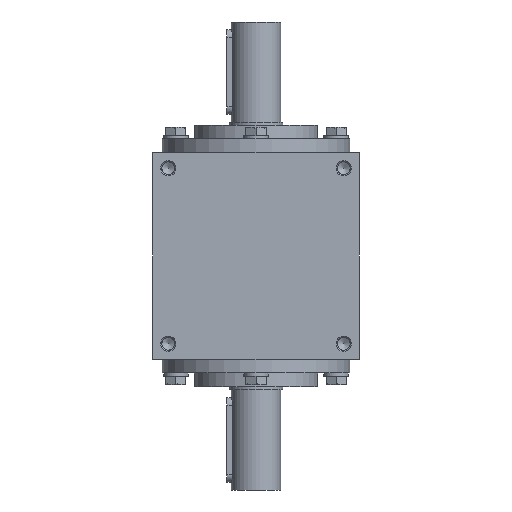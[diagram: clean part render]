
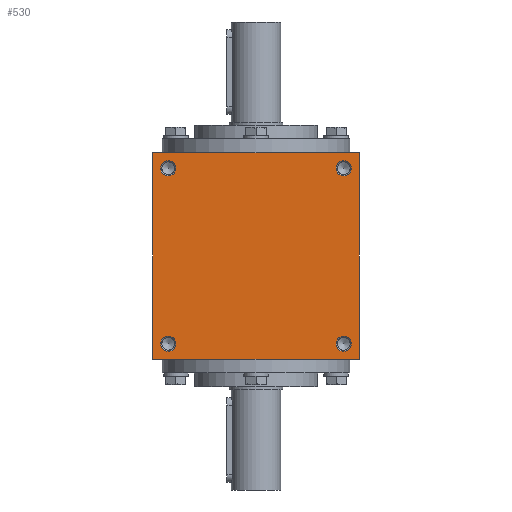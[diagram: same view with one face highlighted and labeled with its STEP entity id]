
A CAD part, left-side view. The second image highlights one B-rep face of the part: STEP entity #530.
In plain terms, the highlighted face is planar.
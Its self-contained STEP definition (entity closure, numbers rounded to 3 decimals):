
#530 = ADVANCED_FACE( '', ( #1086, #1087, #1088, #1089, #1090 ), #1091, .F. );
#1086 = FACE_BOUND( '', #1793, .T. );
#1087 = FACE_BOUND( '', #1794, .T. );
#1088 = FACE_BOUND( '', #1795, .T. );
#1089 = FACE_BOUND( '', #1796, .T. );
#1090 = FACE_OUTER_BOUND( '', #1797, .T. );
#1091 = PLANE( '', #1798 );
#1793 = EDGE_LOOP( '', ( #2724 ) );
#1794 = EDGE_LOOP( '', ( #2725 ) );
#1795 = EDGE_LOOP( '', ( #2726 ) );
#1796 = EDGE_LOOP( '', ( #2727 ) );
#1797 = EDGE_LOOP( '', ( #2728, #2729, #2730, #2731 ) );
#1798 = AXIS2_PLACEMENT_3D( '', #2732, #2733, #2734 );
#2724 = ORIENTED_EDGE( '', *, *, #3786, .F. );
#2725 = ORIENTED_EDGE( '', *, *, #3853, .T. );
#2726 = ORIENTED_EDGE( '', *, *, #3665, .F. );
#2727 = ORIENTED_EDGE( '', *, *, #3663, .T. );
#2728 = ORIENTED_EDGE( '', *, *, #3854, .F. );
#2729 = ORIENTED_EDGE( '', *, *, #3855, .F. );
#2730 = ORIENTED_EDGE( '', *, *, #3856, .F. );
#2731 = ORIENTED_EDGE( '', *, *, #3846, .F. );
#2732 = CARTESIAN_POINT( '', ( 0., 0., -67. ) );
#2733 = DIRECTION( '', ( 0., 0., 1. ) );
#2734 = DIRECTION( '', ( 1., 0., 0. ) );
#3663 = EDGE_CURVE( '', #4221, #4221, #4222, .T. );
#3665 = EDGE_CURVE( '', #4224, #4224, #4225, .T. );
#3786 = EDGE_CURVE( '', #4417, #4417, #4418, .T. );
#3846 = EDGE_CURVE( '', #4504, #4505, #4506, .T. );
#3853 = EDGE_CURVE( '', #4516, #4516, #4517, .T. );
#3854 = EDGE_CURVE( '', #4518, #4504, #4519, .T. );
#3855 = EDGE_CURVE( '', #4520, #4518, #4521, .T. );
#3856 = EDGE_CURVE( '', #4505, #4520, #4522, .T. );
#4221 = VERTEX_POINT( '', #4978 );
#4222 = CIRCLE( '', #4979, 5. );
#4224 = VERTEX_POINT( '', #4981 );
#4225 = CIRCLE( '', #4982, 5. );
#4417 = VERTEX_POINT( '', #5228 );
#4418 = CIRCLE( '', #5229, 5. );
#4504 = VERTEX_POINT( '', #5396 );
#4505 = VERTEX_POINT( '', #5397 );
#4506 = LINE( '', #5398, #5399 );
#4516 = VERTEX_POINT( '', #5412 );
#4517 = CIRCLE( '', #5413, 5. );
#4518 = VERTEX_POINT( '', #5414 );
#4519 = LINE( '', #5415, #5416 );
#4520 = VERTEX_POINT( '', #5417 );
#4521 = LINE( '', #5418, #5419 );
#4522 = LINE( '', #5420, #5421 );
#4978 = CARTESIAN_POINT( '', ( 62., -57., -67. ) );
#4979 = AXIS2_PLACEMENT_3D( '', #5930, #5931, #5932 );
#4981 = CARTESIAN_POINT( '', ( -62., -57., -67. ) );
#4982 = AXIS2_PLACEMENT_3D( '', #5933, #5934, #5935 );
#5228 = CARTESIAN_POINT( '', ( -62., 57., -67. ) );
#5229 = AXIS2_PLACEMENT_3D( '', #6147, #6148, #6149 );
#5396 = CARTESIAN_POINT( '', ( -67., -67., -67. ) );
#5397 = CARTESIAN_POINT( '', ( 67., -67., -67. ) );
#5398 = CARTESIAN_POINT( '', ( -67., -67., -67. ) );
#5399 = VECTOR( '', #6225, 1000. );
#5412 = CARTESIAN_POINT( '', ( 62., 57., -67. ) );
#5413 = AXIS2_PLACEMENT_3D( '', #6232, #6233, #6234 );
#5414 = CARTESIAN_POINT( '', ( -67., 67., -67. ) );
#5415 = CARTESIAN_POINT( '', ( -67., 67., -67. ) );
#5416 = VECTOR( '', #6235, 1000. );
#5417 = CARTESIAN_POINT( '', ( 67., 67., -67. ) );
#5418 = CARTESIAN_POINT( '', ( 67., 67., -67. ) );
#5419 = VECTOR( '', #6236, 1000. );
#5420 = CARTESIAN_POINT( '', ( 67., -67., -67. ) );
#5421 = VECTOR( '', #6237, 1000. );
#5930 = CARTESIAN_POINT( '', ( 57., -57., -67. ) );
#5931 = DIRECTION( '', ( 0., 0., 1. ) );
#5932 = DIRECTION( '', ( 1., 0., 0. ) );
#5933 = CARTESIAN_POINT( '', ( -57., -57., -67. ) );
#5934 = DIRECTION( '', ( 0., 0., -1. ) );
#5935 = DIRECTION( '', ( -1., 0., 0. ) );
#6147 = CARTESIAN_POINT( '', ( -57., 57., -67. ) );
#6148 = DIRECTION( '', ( 0., 0., -1. ) );
#6149 = DIRECTION( '', ( -1., 0., 0. ) );
#6225 = DIRECTION( '', ( 1., 0., 0. ) );
#6232 = CARTESIAN_POINT( '', ( 57., 57., -67. ) );
#6233 = DIRECTION( '', ( 0., 0., 1. ) );
#6234 = DIRECTION( '', ( 1., 0., 0. ) );
#6235 = DIRECTION( '', ( 0., -1., 0. ) );
#6236 = DIRECTION( '', ( -1., 0., 0. ) );
#6237 = DIRECTION( '', ( 0., 1., 0. ) );
